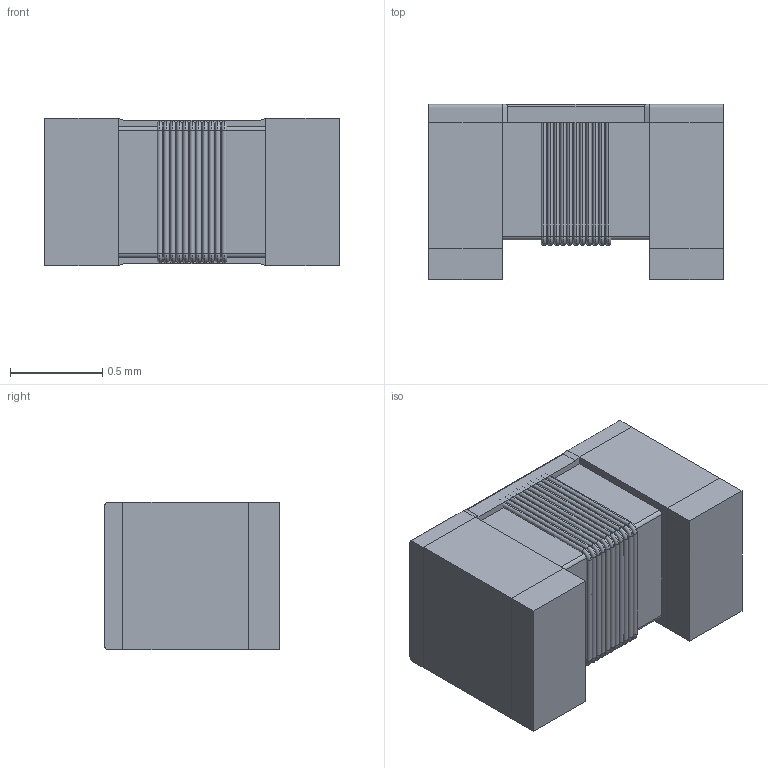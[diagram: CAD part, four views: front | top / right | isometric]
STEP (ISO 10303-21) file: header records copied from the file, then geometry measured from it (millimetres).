
FILE_DESCRIPTION (( 'STEP AP214' ), '1' );
FILE_NAME ('LQW18CNR21J0ZD.STEP', '2020-01-17T09:21:18', ( '' ), ( '' ), 'SwSTEP 2.0', 'SolidWorks 2017', '' );
FILE_SCHEMA (( 'AUTOMOTIVE_DESIGN' ));
Length unit declared in the file: millimetre
Products named in the file (1): LQW18CNR21J0ZD
Bounding box: 1.6 x 0.95 x 0.8 mm (x, y, z)
Volume: 1.1 mm3; surface area: 13.8 mm2
Topology: 15 solids, 15 shells, 238 faces, 596 edges, 366 vertices
Faces by surface type: cylinder 114, torus 88, plane 32, bspline 4
Entity records: 9602 total; most frequent: DIRECTION 1456, CARTESIAN_POINT 1413, ORIENTED_EDGE 1192, AXIS2_PLACEMENT_3D 625, EDGE_CURVE 596, CIRCLE 390, VERTEX_POINT 366, EDGE_LOOP 238
